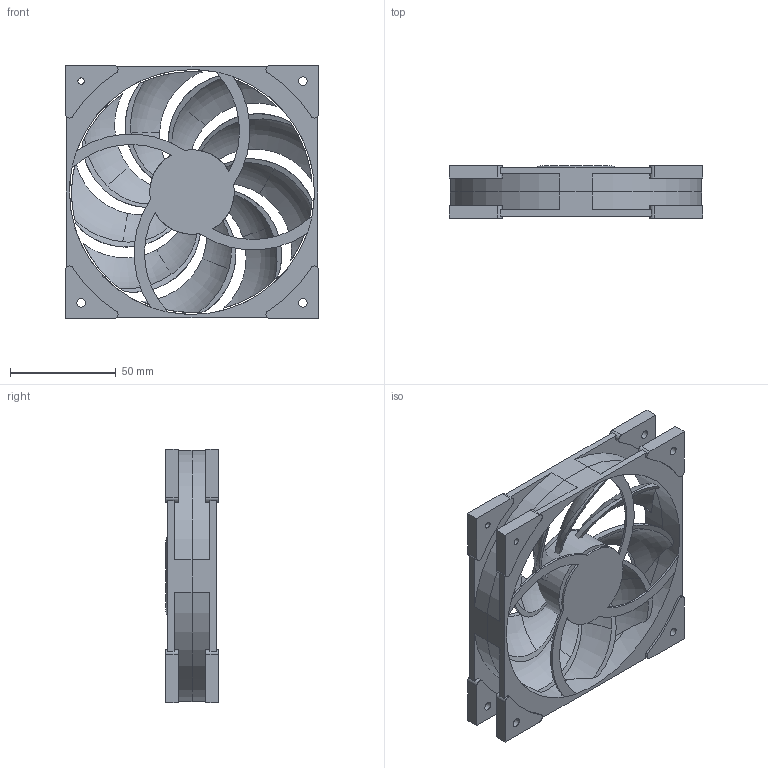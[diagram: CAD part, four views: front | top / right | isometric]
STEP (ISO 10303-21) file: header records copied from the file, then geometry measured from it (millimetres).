
FILE_DESCRIPTION(('FreeCAD Model'),'2;1');
FILE_NAME('Open CASCADE Shape Model','2024-07-15T21:18:55',(''),(''), 'Open CASCADE STEP processor 7.6','FreeCAD','Unknown');
FILE_SCHEMA(('AUTOMOTIVE_DESIGN { 1 0 10303 214 1 1 1 1 }'));
Length unit declared in the file: millimetre
Products named in the file (6): 整体; 叶片; 实体001; Array; Cut; 实体 (Mirror #1)
Assembly tree (13 placements, depth 4):
  整体
    叶片
      实体001
      Array
        Cut  x9
    实体 (Mirror #1)
Bounding box: 120 x 25 x 120 mm (x, y, z)
Volume: 99836.3 mm3; surface area: 68120.3 mm2
Topology: 11 solids, 11 shells, 192 faces, 534 edges, 359 vertices
Faces by surface type: cylinder 91, plane 64, revolution 36, torus 1
Full cylindrical faces by diameter (mm): 3 x2, 4 x6, 32 x1, 40 x1, 116 x2
Entity records: 10143 total; most frequent: CARTESIAN_POINT 2719, DIRECTION 1427, ORIENTED_EDGE 732, PCURVE 732, DEFINITIONAL_REPRESENTATION 732, LINE 707, VECTOR 707, EDGE_CURVE 366
